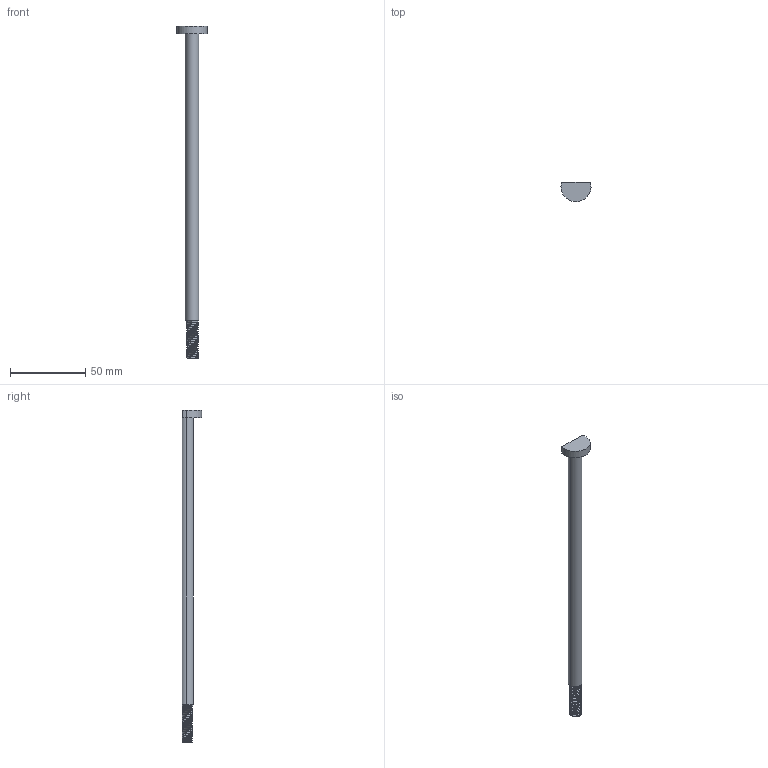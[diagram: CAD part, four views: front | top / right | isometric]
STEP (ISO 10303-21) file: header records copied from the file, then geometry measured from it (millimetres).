
FILE_DESCRIPTION(('FreeCAD Model'),'2;1');
FILE_NAME('Open CASCADE Shape Model','2025-02-27T20:44:55',(''),(''), 'Open CASCADE STEP processor 7.8','FreeCAD','Unknown');
FILE_SCHEMA(('AUTOMOTIVE_DESIGN { 1 0 10303 214 1 1 1 1 }'));
Length unit declared in the file: millimetre
Products named in the file (1): StopHolder
Bounding box: 19.92 x 12.84 x 220 mm (x, y, z)
Volume: 12647.4 mm3; surface area: 6799.8 mm2
Topology: 1 solids, 1 shells, 129 faces, 363 edges, 236 vertices
Faces by surface type: bspline 79, cylinder 44, plane 6
Entity records: 32431 total; most frequent: CARTESIAN_POINT 26685, ORIENTED_EDGE 726, PCURVE 726, DEFINITIONAL_REPRESENTATION 726, B_SPLINE_CURVE_WITH_KNOTS 675, DIRECTION 522, LINE 388, VECTOR 388
